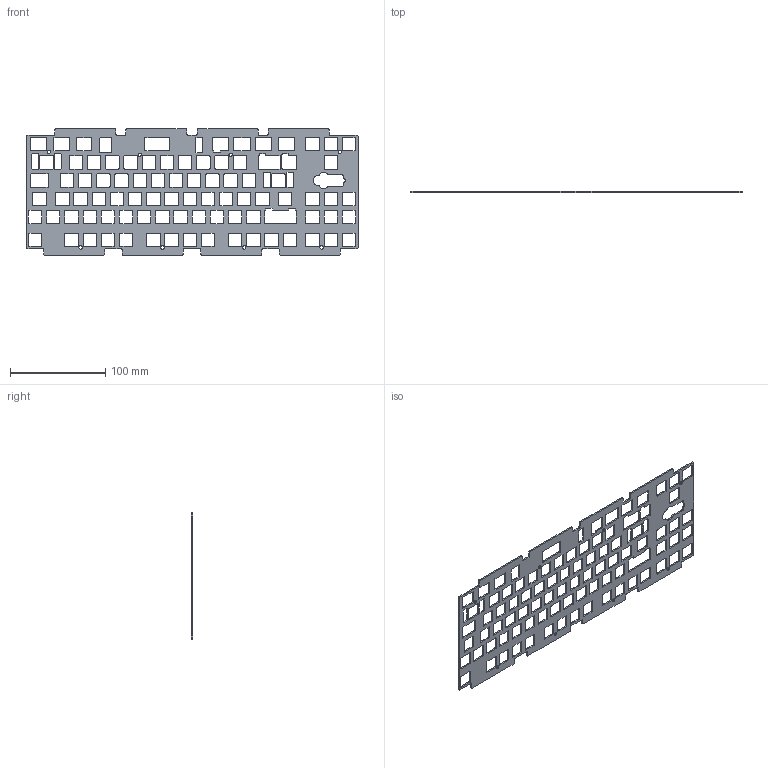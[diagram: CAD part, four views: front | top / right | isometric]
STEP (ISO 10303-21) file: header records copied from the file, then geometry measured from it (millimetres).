
FILE_DESCRIPTION(/* description */ (''),/* implementation_level */ '2;1');
FILE_NAME(/* name */ 'No2Rev1TKL-Plate.step',/* time_stamp */ '2021-10-12T18:17:47-04:00',/* author */ (''),/* organization */ (''),/* preprocessor_version */ 'ST-DEVELOPER v18.1',/* originating_system */ 'Autodesk Translation Framework v10.10.0.1391',/* authorisation */ '');
FILE_SCHEMA (('AUTOMOTIVE_DESIGN { 1 0 10303 214 3 1 1 }'));
Length unit declared in the file: millimetre
Products named in the file (1): FusionComponent
Bounding box: 347.71 x 1.5 x 132.16 mm (x, y, z)
Volume: 37974.6 mm3; surface area: 60337.2 mm2
Topology: 1 solids, 1 shells, 879 faces, 2631 edges, 1754 vertices
Faces by surface type: cylinder 442, plane 437
Full cylindrical faces by diameter (mm): 3.5 x8
Entity records: 30301 total; most frequent: DIRECTION 5275, CARTESIAN_POINT 5265, ORIENTED_EDGE 5262, EDGE_CURVE 2631, AXIS2_PLACEMENT_3D 1764, VERTEX_POINT 1754, LINE 1747, VECTOR 1747
